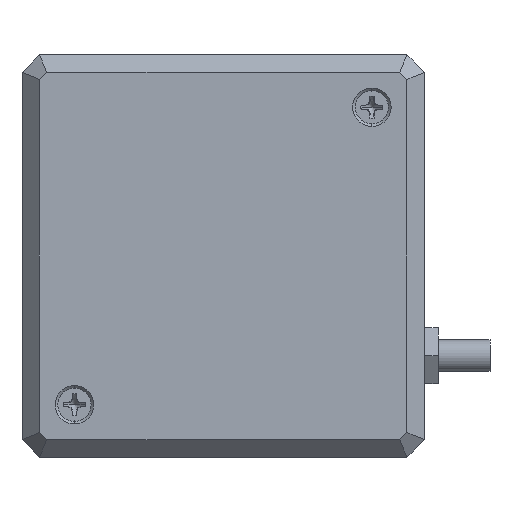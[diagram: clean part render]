
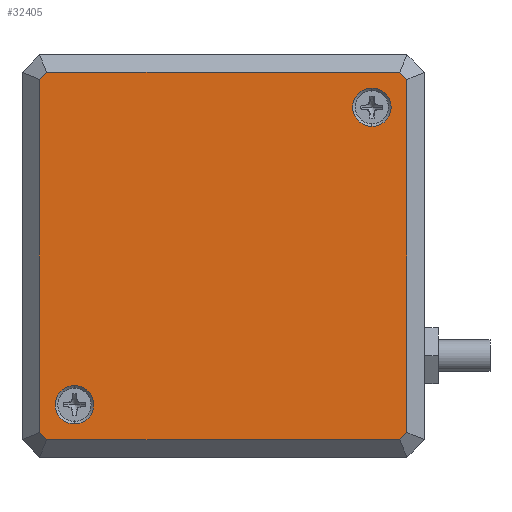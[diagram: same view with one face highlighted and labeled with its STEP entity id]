
A CAD part, front view. The second image highlights one B-rep face of the part: STEP entity #32405.
In plain terms, the highlighted planar face has unit normal (0, -1, 0).
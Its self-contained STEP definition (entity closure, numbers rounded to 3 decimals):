
#2728 = DIRECTION ( 'NONE',  ( 0., 0., -1. ) ) ;
#2777 = VERTEX_POINT ( 'NONE', #36557 ) ;
#2987 = CARTESIAN_POINT ( 'NONE',  ( 43.586, 0., -43.586 ) ) ;
#3103 = DIRECTION ( 'NONE',  ( -1., 0., 0. ) ) ;
#3761 = ORIENTED_EDGE ( 'NONE', *, *, #19544, .T. ) ;
#3840 = EDGE_CURVE ( 'NONE', #34343, #2777, #25932, .T. ) ;
#3976 = FACE_BOUND ( 'NONE', #59238, .T. ) ;
#4737 = ORIENTED_EDGE ( 'NONE', *, *, #3840, .F. ) ;
#5839 = ORIENTED_EDGE ( 'NONE', *, *, #57867, .T. ) ;
#6452 = DIRECTION ( 'NONE',  ( 0.707, 0., 0.707 ) ) ;
#6745 = DIRECTION ( 'NONE',  ( 0., -1., 0. ) ) ;
#7822 = EDGE_CURVE ( 'NONE', #18021, #55990, #48291, .T. ) ;
#8108 = CARTESIAN_POINT ( 'NONE',  ( 40., 0., -6. ) ) ;
#8117 = VECTOR ( 'NONE', #30713, 1000. ) ;
#8659 = FACE_OUTER_BOUND ( 'NONE', #17698, .T. ) ;
#9106 = EDGE_CURVE ( 'NONE', #10583, #18021, #49295, .T. ) ;
#9192 = VECTOR ( 'NONE', #34411, 1000. ) ;
#9285 = DIRECTION ( 'NONE',  ( 0., 0., -1. ) ) ;
#9716 = EDGE_CURVE ( 'NONE', #13096, #46470, #39145, .T. ) ;
#10583 = VERTEX_POINT ( 'NONE', #48171 ) ;
#10652 = AXIS2_PLACEMENT_3D ( 'NONE', #8108, #43378, #27639 ) ;
#11542 = LINE ( 'NONE', #49025, #35487 ) ;
#12246 = AXIS2_PLACEMENT_3D ( 'NONE', #23480, #33540, #9285 ) ;
#13096 = VERTEX_POINT ( 'NONE', #37033 ) ;
#13439 = CARTESIAN_POINT ( 'NONE',  ( 43.172, 0., -44. ) ) ;
#15488 = ORIENTED_EDGE ( 'NONE', *, *, #16896, .T. ) ;
#15702 = ORIENTED_EDGE ( 'NONE', *, *, #9106, .T. ) ;
#15776 = ORIENTED_EDGE ( 'NONE', *, *, #27241, .F. ) ;
#16241 = LINE ( 'NONE', #2987, #27293 ) ;
#16896 = EDGE_CURVE ( 'NONE', #61386, #10583, #49992, .T. ) ;
#17698 = EDGE_LOOP ( 'NONE', ( #15488, #15702, #41276, #3761, #21750, #53134, #5839, #17790 ) ) ;
#17790 = ORIENTED_EDGE ( 'NONE', *, *, #51641, .T. ) ;
#17904 = LINE ( 'NONE', #21994, #25594 ) ;
#18021 = VERTEX_POINT ( 'NONE', #41006 ) ;
#18147 = VERTEX_POINT ( 'NONE', #47283 ) ;
#18148 = LINE ( 'NONE', #46813, #59094 ) ;
#19544 = EDGE_CURVE ( 'NONE', #55990, #13096, #16241, .T. ) ;
#21347 = CIRCLE ( 'NONE', #52551, 2.2 ) ;
#21750 = ORIENTED_EDGE ( 'NONE', *, *, #9716, .T. ) ;
#21994 = CARTESIAN_POINT ( 'NONE',  ( 2., 0., -2. ) ) ;
#23344 = CARTESIAN_POINT ( 'NONE',  ( 44., 0., -2.828 ) ) ;
#23480 = CARTESIAN_POINT ( 'NONE',  ( 0., 0., 0. ) ) ;
#23726 = CIRCLE ( 'NONE', #10652, 2.2 ) ;
#25120 = CARTESIAN_POINT ( 'NONE',  ( 2., 0., -2.828 ) ) ;
#25594 = VECTOR ( 'NONE', #3103, 1000. ) ;
#25932 = CIRCLE ( 'NONE', #44050, 2.2 ) ;
#25950 = CARTESIAN_POINT ( 'NONE',  ( 40., 0., -8.2 ) ) ;
#26106 = VECTOR ( 'NONE', #42650, 1000. ) ;
#27241 = EDGE_CURVE ( 'NONE', #2777, #34343, #21347, .T. ) ;
#27293 = VECTOR ( 'NONE', #6452, 1000. ) ;
#27639 = DIRECTION ( 'NONE',  ( 0., 0., -1. ) ) ;
#28224 = AXIS2_PLACEMENT_3D ( 'NONE', #56454, #41034, #32541 ) ;
#28990 = VERTEX_POINT ( 'NONE', #43611 ) ;
#30105 = CARTESIAN_POINT ( 'NONE',  ( -20.586, 0., -20.586 ) ) ;
#30713 = DIRECTION ( 'NONE',  ( 0.707, 0., -0.707 ) ) ;
#30758 = DIRECTION ( 'NONE',  ( -0.707, 0., -0.707 ) ) ;
#31078 = EDGE_CURVE ( 'NONE', #18147, #60159, #57101, .T. ) ;
#32405 = ADVANCED_FACE ( 'NONE', ( #3976, #32953, #8659 ), #52164, .T. ) ;
#32541 = DIRECTION ( 'NONE',  ( 0., 0., -1. ) ) ;
#32953 = FACE_BOUND ( 'NONE', #55376, .T. ) ;
#33540 = DIRECTION ( 'NONE',  ( 0., -1., 0. ) ) ;
#34119 = DIRECTION ( 'NONE',  ( 0., 0., -1. ) ) ;
#34343 = VERTEX_POINT ( 'NONE', #45028 ) ;
#34411 = DIRECTION ( 'NONE',  ( 0., 0., 1. ) ) ;
#35229 = CARTESIAN_POINT ( 'NONE',  ( 2.828, 0., -2. ) ) ;
#35412 = CARTESIAN_POINT ( 'NONE',  ( 6., 0., -40. ) ) ;
#35487 = VECTOR ( 'NONE', #30758, 1000. ) ;
#36557 = CARTESIAN_POINT ( 'NONE',  ( 6., 0., -42.2 ) ) ;
#37033 = CARTESIAN_POINT ( 'NONE',  ( 44., 0., -43.172 ) ) ;
#37042 = DIRECTION ( 'NONE',  ( -0.707, 0., 0.707 ) ) ;
#39145 = LINE ( 'NONE', #39770, #9192 ) ;
#39770 = CARTESIAN_POINT ( 'NONE',  ( 44., 0., -2. ) ) ;
#40105 = EDGE_CURVE ( 'NONE', #60159, #18147, #23726, .T. ) ;
#40771 = DIRECTION ( 'NONE',  ( 0., 0., -1. ) ) ;
#41006 = CARTESIAN_POINT ( 'NONE',  ( 2.828, 0., -44. ) ) ;
#41034 = DIRECTION ( 'NONE',  ( 0., -1., 0. ) ) ;
#41159 = ORIENTED_EDGE ( 'NONE', *, *, #31078, .F. ) ;
#41276 = ORIENTED_EDGE ( 'NONE', *, *, #7822, .T. ) ;
#42650 = DIRECTION ( 'NONE',  ( 1., 0., 0. ) ) ;
#43378 = DIRECTION ( 'NONE',  ( 0., -1., 0. ) ) ;
#43567 = CARTESIAN_POINT ( 'NONE',  ( 44., 0., -44. ) ) ;
#43611 = CARTESIAN_POINT ( 'NONE',  ( 43.172, 0., -2. ) ) ;
#44050 = AXIS2_PLACEMENT_3D ( 'NONE', #35412, #6745, #40771 ) ;
#44216 = CARTESIAN_POINT ( 'NONE',  ( 6., 0., -40. ) ) ;
#45028 = CARTESIAN_POINT ( 'NONE',  ( 6., 0., -37.8 ) ) ;
#46470 = VERTEX_POINT ( 'NONE', #23344 ) ;
#46813 = CARTESIAN_POINT ( 'NONE',  ( 20.586, 0., 20.586 ) ) ;
#47283 = CARTESIAN_POINT ( 'NONE',  ( 40., 0., -3.8 ) ) ;
#48171 = CARTESIAN_POINT ( 'NONE',  ( 2., 0., -43.172 ) ) ;
#48291 = LINE ( 'NONE', #43567, #26106 ) ;
#49025 = CARTESIAN_POINT ( 'NONE',  ( 2.414, 0., -2.414 ) ) ;
#49233 = DIRECTION ( 'NONE',  ( 0., -1., 0. ) ) ;
#49295 = LINE ( 'NONE', #30105, #8117 ) ;
#49992 = LINE ( 'NONE', #55345, #57363 ) ;
#50074 = VERTEX_POINT ( 'NONE', #35229 ) ;
#51641 = EDGE_CURVE ( 'NONE', #50074, #61386, #11542, .T. ) ;
#52164 = PLANE ( 'NONE',  #12246 ) ;
#52183 = ORIENTED_EDGE ( 'NONE', *, *, #40105, .F. ) ;
#52551 = AXIS2_PLACEMENT_3D ( 'NONE', #44216, #49233, #34119 ) ;
#53134 = ORIENTED_EDGE ( 'NONE', *, *, #61551, .T. ) ;
#55345 = CARTESIAN_POINT ( 'NONE',  ( 2., 0., -44. ) ) ;
#55376 = EDGE_LOOP ( 'NONE', ( #15776, #4737 ) ) ;
#55990 = VERTEX_POINT ( 'NONE', #13439 ) ;
#56454 = CARTESIAN_POINT ( 'NONE',  ( 40., 0., -6. ) ) ;
#57101 = CIRCLE ( 'NONE', #28224, 2.2 ) ;
#57363 = VECTOR ( 'NONE', #2728, 1000. ) ;
#57867 = EDGE_CURVE ( 'NONE', #28990, #50074, #17904, .T. ) ;
#59094 = VECTOR ( 'NONE', #37042, 1000. ) ;
#59238 = EDGE_LOOP ( 'NONE', ( #52183, #41159 ) ) ;
#60159 = VERTEX_POINT ( 'NONE', #25950 ) ;
#61386 = VERTEX_POINT ( 'NONE', #25120 ) ;
#61551 = EDGE_CURVE ( 'NONE', #46470, #28990, #18148, .T. ) ;
